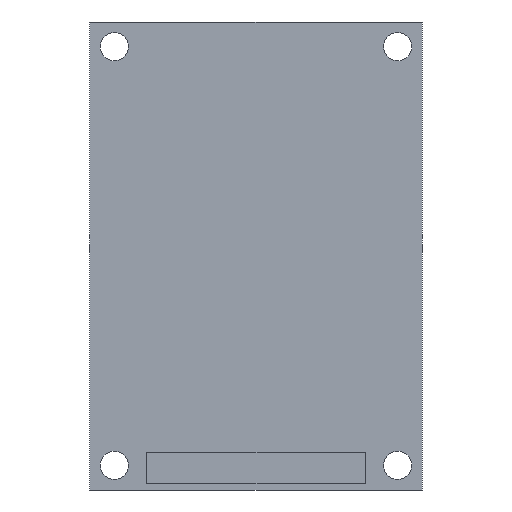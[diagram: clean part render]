
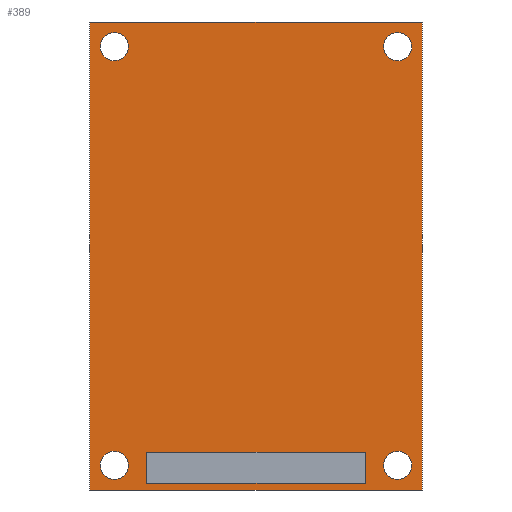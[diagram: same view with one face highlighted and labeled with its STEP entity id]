
A CAD part, front view. The second image highlights one B-rep face of the part: STEP entity #389.
In plain terms, the highlighted planar face has unit normal (0, -1, 0).
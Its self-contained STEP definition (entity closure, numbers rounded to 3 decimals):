
#18 = VERTEX_POINT ( 'NONE', #1682 ) ;
#35 = ORIENTED_EDGE ( 'NONE', *, *, #855, .F. ) ;
#68 = VERTEX_POINT ( 'NONE', #1874 ) ;
#102 = DIRECTION ( 'NONE',  ( 0., 1., 0. ) ) ;
#127 = CARTESIAN_POINT ( 'NONE',  ( 11.5, 0., -18.15 ) ) ;
#128 = VECTOR ( 'NONE', #1076, 1000. ) ;
#137 = DIRECTION ( 'NONE',  ( 0., 0., -1. ) ) ;
#152 = CARTESIAN_POINT ( 'NONE',  ( -11.5, 0., 17. ) ) ;
#157 = LINE ( 'NONE', #844, #1791 ) ;
#171 = VERTEX_POINT ( 'NONE', #973 ) ;
#220 = VERTEX_POINT ( 'NONE', #1030 ) ;
#224 = FACE_OUTER_BOUND ( 'NONE', #454, .T. ) ;
#226 = DIRECTION ( 'NONE',  ( 0., 0., 1. ) ) ;
#227 = EDGE_CURVE ( 'NONE', #2108, #617, #1781, .T. ) ;
#230 = EDGE_CURVE ( 'NONE', #916, #18, #913, .T. ) ;
#243 = CARTESIAN_POINT ( 'NONE',  ( -13.5, 0., 0. ) ) ;
#260 = DIRECTION ( 'NONE',  ( 0., 0., -1. ) ) ;
#272 = DIRECTION ( 'NONE',  ( 0., 1., 0. ) ) ;
#292 = EDGE_CURVE ( 'NONE', #834, #220, #495, .T. ) ;
#315 = VERTEX_POINT ( 'NONE', #659 ) ;
#328 = AXIS2_PLACEMENT_3D ( 'NONE', #438, #102, #1261 ) ;
#363 = DIRECTION ( 'NONE',  ( 1., 0., 0. ) ) ;
#388 = CARTESIAN_POINT ( 'NONE',  ( 0., 0., -18.47 ) ) ;
#389 = ADVANCED_FACE ( 'NONE', ( #765, #1538, #1216, #419, #224, #1737 ), #1386, .F. ) ;
#406 = VERTEX_POINT ( 'NONE', #2048 ) ;
#419 = FACE_BOUND ( 'NONE', #1687, .T. ) ;
#426 = EDGE_CURVE ( 'NONE', #430, #1696, #1448, .T. ) ;
#430 = VERTEX_POINT ( 'NONE', #1098 ) ;
#433 = CARTESIAN_POINT ( 'NONE',  ( -8.89, 0., -15.93 ) ) ;
#438 = CARTESIAN_POINT ( 'NONE',  ( 11.5, 0., -17. ) ) ;
#440 = AXIS2_PLACEMENT_3D ( 'NONE', #2061, #1071, #1731 ) ;
#442 = CIRCLE ( 'NONE', #987, 1.15 ) ;
#454 = EDGE_LOOP ( 'NONE', ( #662, #1168, #1109, #1128 ) ) ;
#495 = CIRCLE ( 'NONE', #1713, 1.15 ) ;
#505 = AXIS2_PLACEMENT_3D ( 'NONE', #980, #527, #876 ) ;
#521 = CARTESIAN_POINT ( 'NONE',  ( -11.5, 0., -15.85 ) ) ;
#527 = DIRECTION ( 'NONE',  ( 0., 1., 0. ) ) ;
#533 = DIRECTION ( 'NONE',  ( 0., 0., 1. ) ) ;
#552 = DIRECTION ( 'NONE',  ( 0., 1., 0. ) ) ;
#555 = DIRECTION ( 'NONE',  ( 1., 0., 0. ) ) ;
#596 = LINE ( 'NONE', #762, #128 ) ;
#617 = VERTEX_POINT ( 'NONE', #1543 ) ;
#659 = CARTESIAN_POINT ( 'NONE',  ( 13.5, 0., -19. ) ) ;
#662 = ORIENTED_EDGE ( 'NONE', *, *, #227, .F. ) ;
#708 = CARTESIAN_POINT ( 'NONE',  ( -13.5, 0., -19. ) ) ;
#748 = LINE ( 'NONE', #243, #859 ) ;
#756 = ORIENTED_EDGE ( 'NONE', *, *, #1137, .T. ) ;
#762 = CARTESIAN_POINT ( 'NONE',  ( -8.89, 0., 0. ) ) ;
#765 = FACE_BOUND ( 'NONE', #1658, .T. ) ;
#781 = ORIENTED_EDGE ( 'NONE', *, *, #426, .T. ) ;
#790 = CIRCLE ( 'NONE', #1997, 1.15 ) ;
#795 = ORIENTED_EDGE ( 'NONE', *, *, #1357, .T. ) ;
#802 = ORIENTED_EDGE ( 'NONE', *, *, #1132, .F. ) ;
#830 = CARTESIAN_POINT ( 'NONE',  ( 0., 0., 19. ) ) ;
#834 = VERTEX_POINT ( 'NONE', #127 ) ;
#841 = DIRECTION ( 'NONE',  ( 0., 1., 0. ) ) ;
#844 = CARTESIAN_POINT ( 'NONE',  ( 0., 0., -15.93 ) ) ;
#855 = EDGE_CURVE ( 'NONE', #406, #1696, #870, .T. ) ;
#859 = VECTOR ( 'NONE', #260, 1000. ) ;
#860 = ORIENTED_EDGE ( 'NONE', *, *, #230, .T. ) ;
#870 = LINE ( 'NONE', #388, #1368 ) ;
#876 = DIRECTION ( 'NONE',  ( 0., 0., 1. ) ) ;
#888 = DIRECTION ( 'NONE',  ( 0., 0., 1. ) ) ;
#894 = LINE ( 'NONE', #1050, #2098 ) ;
#911 = EDGE_CURVE ( 'NONE', #18, #916, #1267, .T. ) ;
#913 = CIRCLE ( 'NONE', #1152, 1.15 ) ;
#916 = VERTEX_POINT ( 'NONE', #521 ) ;
#922 = CARTESIAN_POINT ( 'NONE',  ( 8.89, 0., -18.47 ) ) ;
#973 = CARTESIAN_POINT ( 'NONE',  ( -11.5, 0., 15.85 ) ) ;
#980 = CARTESIAN_POINT ( 'NONE',  ( 11.5, 0., 17. ) ) ;
#987 = AXIS2_PLACEMENT_3D ( 'NONE', #152, #272, #2127 ) ;
#993 = EDGE_CURVE ( 'NONE', #68, #1562, #2030, .T. ) ;
#1009 = AXIS2_PLACEMENT_3D ( 'NONE', #2070, #1087, #888 ) ;
#1030 = CARTESIAN_POINT ( 'NONE',  ( 11.5, 0., -15.85 ) ) ;
#1050 = CARTESIAN_POINT ( 'NONE',  ( 0., 0., -19. ) ) ;
#1059 = VERTEX_POINT ( 'NONE', #2016 ) ;
#1071 = DIRECTION ( 'NONE',  ( 0., 1., 0. ) ) ;
#1076 = DIRECTION ( 'NONE',  ( 0., 0., -1. ) ) ;
#1087 = DIRECTION ( 'NONE',  ( 0., 1., 0. ) ) ;
#1098 = CARTESIAN_POINT ( 'NONE',  ( 8.89, 0., -15.93 ) ) ;
#1109 = ORIENTED_EDGE ( 'NONE', *, *, #1475, .T. ) ;
#1113 = EDGE_CURVE ( 'NONE', #2108, #1202, #748, .T. ) ;
#1121 = EDGE_LOOP ( 'NONE', ( #35, #802, #1854, #781 ) ) ;
#1128 = ORIENTED_EDGE ( 'NONE', *, *, #1813, .F. ) ;
#1132 = EDGE_CURVE ( 'NONE', #1575, #406, #596, .T. ) ;
#1137 = EDGE_CURVE ( 'NONE', #220, #834, #1602, .T. ) ;
#1152 = AXIS2_PLACEMENT_3D ( 'NONE', #2017, #841, #1995 ) ;
#1159 = DIRECTION ( 'NONE',  ( 0., 1., 0. ) ) ;
#1168 = ORIENTED_EDGE ( 'NONE', *, *, #1113, .T. ) ;
#1173 = CARTESIAN_POINT ( 'NONE',  ( 11.5, 0., -17. ) ) ;
#1177 = EDGE_LOOP ( 'NONE', ( #1180, #756 ) ) ;
#1180 = ORIENTED_EDGE ( 'NONE', *, *, #292, .T. ) ;
#1199 = CARTESIAN_POINT ( 'NONE',  ( -11.5, 0., -17. ) ) ;
#1202 = VERTEX_POINT ( 'NONE', #708 ) ;
#1215 = ORIENTED_EDGE ( 'NONE', *, *, #911, .T. ) ;
#1216 = FACE_BOUND ( 'NONE', #1177, .T. ) ;
#1261 = DIRECTION ( 'NONE',  ( 0., 0., 1. ) ) ;
#1267 = CIRCLE ( 'NONE', #1862, 1.15 ) ;
#1269 = CIRCLE ( 'NONE', #505, 1.15 ) ;
#1271 = EDGE_CURVE ( 'NONE', #1059, #171, #442, .T. ) ;
#1325 = DIRECTION ( 'NONE',  ( 0., 0., 1. ) ) ;
#1334 = VECTOR ( 'NONE', #1447, 1000. ) ;
#1357 = EDGE_CURVE ( 'NONE', #1562, #68, #1269, .T. ) ;
#1359 = VECTOR ( 'NONE', #1364, 1000. ) ;
#1364 = DIRECTION ( 'NONE',  ( 1., 0., 0. ) ) ;
#1368 = VECTOR ( 'NONE', #363, 1000. ) ;
#1386 = PLANE ( 'NONE',  #1009 ) ;
#1424 = EDGE_LOOP ( 'NONE', ( #2067, #2105 ) ) ;
#1447 = DIRECTION ( 'NONE',  ( 0., 0., -1. ) ) ;
#1448 = LINE ( 'NONE', #1605, #1673 ) ;
#1457 = CARTESIAN_POINT ( 'NONE',  ( -11.5, 0., 17. ) ) ;
#1475 = EDGE_CURVE ( 'NONE', #1202, #315, #894, .T. ) ;
#1518 = ORIENTED_EDGE ( 'NONE', *, *, #993, .T. ) ;
#1538 = FACE_BOUND ( 'NONE', #1424, .T. ) ;
#1543 = CARTESIAN_POINT ( 'NONE',  ( 13.5, 0., 19. ) ) ;
#1562 = VERTEX_POINT ( 'NONE', #1914 ) ;
#1575 = VERTEX_POINT ( 'NONE', #433 ) ;
#1602 = CIRCLE ( 'NONE', #328, 1.15 ) ;
#1605 = CARTESIAN_POINT ( 'NONE',  ( 8.89, 0., 0. ) ) ;
#1641 = DIRECTION ( 'NONE',  ( 0., 1., 0. ) ) ;
#1658 = EDGE_LOOP ( 'NONE', ( #795, #1518 ) ) ;
#1673 = VECTOR ( 'NONE', #137, 1000. ) ;
#1682 = CARTESIAN_POINT ( 'NONE',  ( -11.5, 0., -18.15 ) ) ;
#1687 = EDGE_LOOP ( 'NONE', ( #1215, #860 ) ) ;
#1696 = VERTEX_POINT ( 'NONE', #922 ) ;
#1713 = AXIS2_PLACEMENT_3D ( 'NONE', #1173, #1641, #533 ) ;
#1731 = DIRECTION ( 'NONE',  ( 0., 0., 1. ) ) ;
#1737 = FACE_BOUND ( 'NONE', #1121, .T. ) ;
#1781 = LINE ( 'NONE', #830, #1359 ) ;
#1791 = VECTOR ( 'NONE', #1965, 1000. ) ;
#1809 = EDGE_CURVE ( 'NONE', #171, #1059, #790, .T. ) ;
#1813 = EDGE_CURVE ( 'NONE', #617, #315, #1992, .T. ) ;
#1837 = CARTESIAN_POINT ( 'NONE',  ( 13.5, 0., 0. ) ) ;
#1854 = ORIENTED_EDGE ( 'NONE', *, *, #1982, .T. ) ;
#1862 = AXIS2_PLACEMENT_3D ( 'NONE', #1199, #552, #226 ) ;
#1874 = CARTESIAN_POINT ( 'NONE',  ( 11.5, 0., 18.15 ) ) ;
#1914 = CARTESIAN_POINT ( 'NONE',  ( 11.5, 0., 15.85 ) ) ;
#1965 = DIRECTION ( 'NONE',  ( 1., 0., 0. ) ) ;
#1982 = EDGE_CURVE ( 'NONE', #1575, #430, #157, .T. ) ;
#1992 = LINE ( 'NONE', #1837, #1334 ) ;
#1995 = DIRECTION ( 'NONE',  ( 0., 0., 1. ) ) ;
#1997 = AXIS2_PLACEMENT_3D ( 'NONE', #1457, #1159, #1325 ) ;
#2013 = CARTESIAN_POINT ( 'NONE',  ( -13.5, 0., 19. ) ) ;
#2016 = CARTESIAN_POINT ( 'NONE',  ( -11.5, 0., 18.15 ) ) ;
#2017 = CARTESIAN_POINT ( 'NONE',  ( -11.5, 0., -17. ) ) ;
#2030 = CIRCLE ( 'NONE', #440, 1.15 ) ;
#2048 = CARTESIAN_POINT ( 'NONE',  ( -8.89, 0., -18.47 ) ) ;
#2061 = CARTESIAN_POINT ( 'NONE',  ( 11.5, 0., 17. ) ) ;
#2067 = ORIENTED_EDGE ( 'NONE', *, *, #1809, .T. ) ;
#2070 = CARTESIAN_POINT ( 'NONE',  ( 0., 0., 0. ) ) ;
#2098 = VECTOR ( 'NONE', #555, 1000. ) ;
#2105 = ORIENTED_EDGE ( 'NONE', *, *, #1271, .T. ) ;
#2108 = VERTEX_POINT ( 'NONE', #2013 ) ;
#2127 = DIRECTION ( 'NONE',  ( 0., 0., 1. ) ) ;
